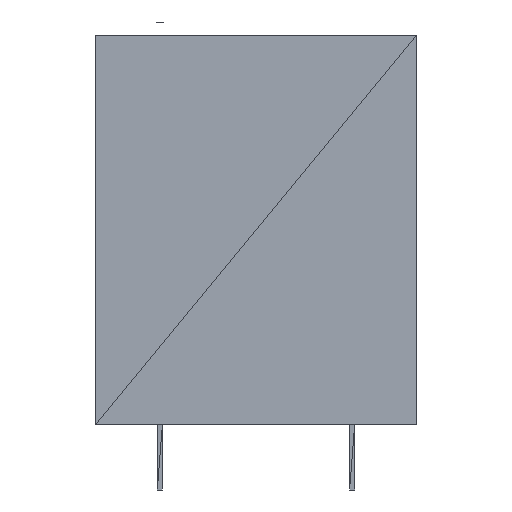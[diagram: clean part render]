
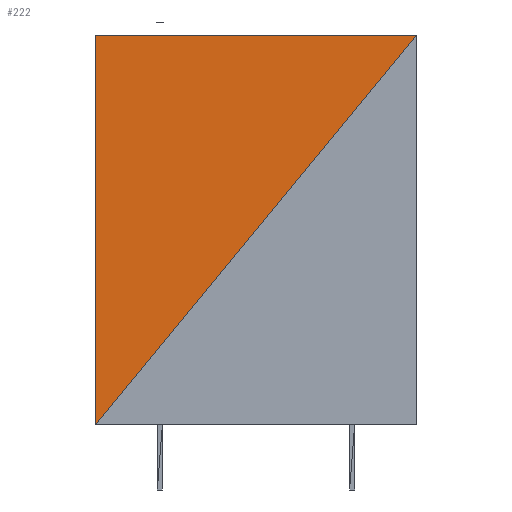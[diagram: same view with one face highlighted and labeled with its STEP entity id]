
A CAD part, front view. The second image highlights one B-rep face of the part: STEP entity #222.
In plain terms, the highlighted planar face has unit normal (0, -1, 0).
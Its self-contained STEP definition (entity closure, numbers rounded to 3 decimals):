
#222=ADVANCED_FACE('',(#228),#223,.F.);
#223=PLANE('',#224);
#224=AXIS2_PLACEMENT_3D('',#225,#226,#227);
#225=CARTESIAN_POINT('Origin',(9.995,-27.508,15.189));
#226=DIRECTION('center_axis',(0.0,1.0,0.0));
#227=DIRECTION('ref_axis',(0.,0.,1.));
#228=FACE_OUTER_BOUND('',#229,.T.);
#229=EDGE_LOOP('',(#230,#240,#250));
#230=ORIENTED_EDGE('',*,*,#231,.F.);
#231=EDGE_CURVE('',#232,#234,#236,.T.);
#232=VERTEX_POINT('',#233);
#233=CARTESIAN_POINT('',(-2.502,-27.508,15.189));
#234=VERTEX_POINT('',#235);
#235=CARTESIAN_POINT('',(9.995,-27.508,15.189));
#236=LINE('',#237,#238);
#237=CARTESIAN_POINT('',(-2.502,-27.508,15.189));
#238=VECTOR('',#239,12.497);
#239=DIRECTION('',(1.0,0.0,0.0));
#240=ORIENTED_EDGE('',*,*,#241,.F.);
#241=EDGE_CURVE('',#242,#244,#246,.T.);
#242=VERTEX_POINT('',#243);
#243=CARTESIAN_POINT('',(-2.502,-27.508,0.0));
#244=VERTEX_POINT('',#233);
#246=LINE('',#247,#248);
#247=CARTESIAN_POINT('',(-2.502,-27.508,0.0));
#248=VECTOR('',#249,15.189);
#249=DIRECTION('',(0.0,0.0,1.0));
#250=ORIENTED_EDGE('',*,*,#251,.F.);
#251=EDGE_CURVE('',#252,#254,#256,.T.);
#252=VERTEX_POINT('',#235);
#254=VERTEX_POINT('',#243);
#256=LINE('',#257,#258);
#257=CARTESIAN_POINT('',(9.995,-27.508,15.189));
#258=VECTOR('',#259,19.669);
#259=DIRECTION('',(-0.635,0.0,-0.772));
